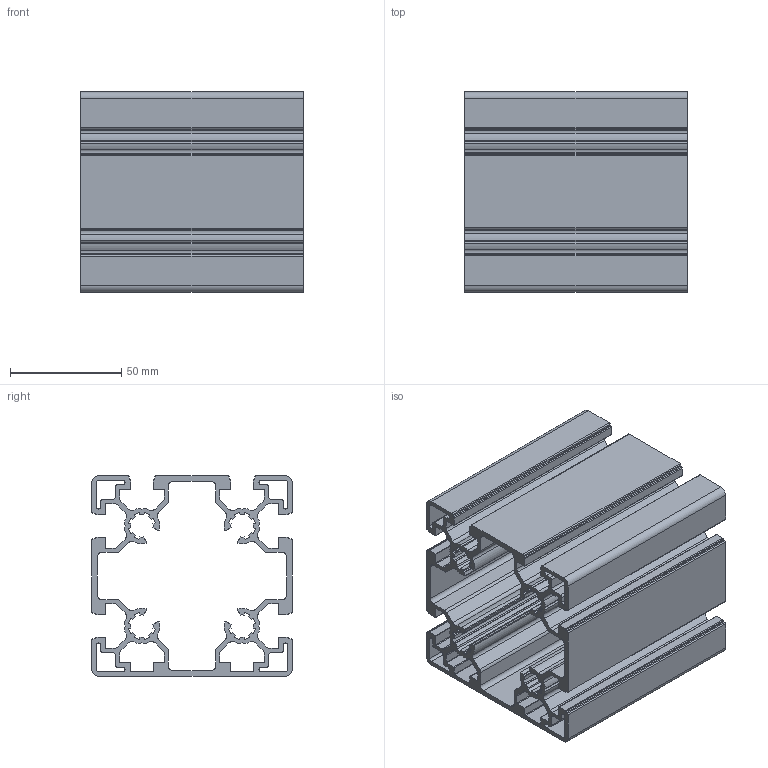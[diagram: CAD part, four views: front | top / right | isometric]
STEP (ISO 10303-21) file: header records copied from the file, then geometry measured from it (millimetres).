
FILE_DESCRIPTION (( 'STEP AP214' ), '1' );
FILE_NAME ('084.105.017.STEP', '2020-07-23T08:03:38', ( '' ), ( '' ), 'SwSTEP 2.0', 'SolidWorks 2018', '' );
FILE_SCHEMA (( 'AUTOMOTIVE_DESIGN' ));
Length unit declared in the file: millimetre
Products named in the file (1): 084.105.017
Bounding box: 100 x 90 x 90 mm (x, y, z)
Volume: 170490.1 mm3; surface area: 142352.2 mm2
Topology: 1 solids, 1 shells, 558 faces, 1668 edges, 1112 vertices
Faces by surface type: cylinder 332, plane 226
Entity records: 19098 total; most frequent: DIRECTION 3450, CARTESIAN_POINT 3339, ORIENTED_EDGE 3336, EDGE_CURVE 1668, AXIS2_PLACEMENT_3D 1223, VERTEX_POINT 1112, LINE 1004, VECTOR 1004
